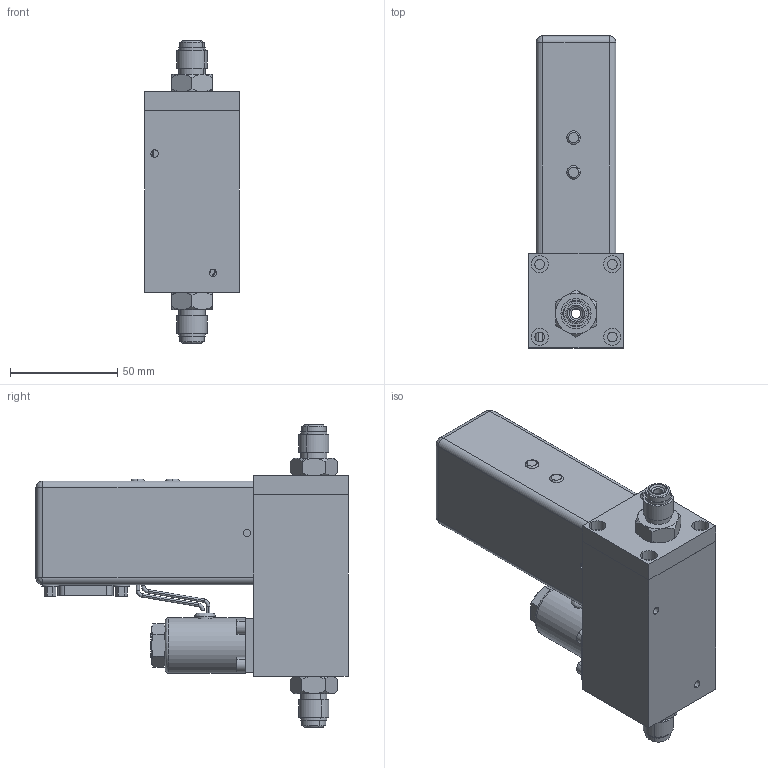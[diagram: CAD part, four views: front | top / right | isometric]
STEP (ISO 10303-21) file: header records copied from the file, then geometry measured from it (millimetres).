
FILE_DESCRIPTION (( 'STEP AP203' ), '1' );
FILE_NAME ('5851-EA-4-B-F.STEP', '2018-02-21T14:38:50', ( 'mrutkowski' ), ( 'Hewlett-Packard Company' ), 'SwSTEP 2.0', 'SolidWorks 2017', '' );
FILE_SCHEMA (( 'CONFIG_CONTROL_DESIGN' ));
Length unit declared in the file: inch
Products named in the file (1): 5851-EA-4-B-F
Bounding box: 44.18 x 145.78 x 141.3 mm (x, y, z)
Surface area: 66049.5 mm2 (no closed solid volume)
Topology: 0 solids, 25 shells, 356 faces, 967 edges, 661 vertices
Faces by surface type: plane 142, cylinder 128, cone 54, bspline 24, torus 8
Entity records: 12825 total; most frequent: CARTESIAN_POINT 3804, DIRECTION 1929, ORIENTED_EDGE 1679, EDGE_CURVE 964, AXIS2_PLACEMENT_3D 764, VERTEX_POINT 661, EDGE_LOOP 440, CIRCLE 431
